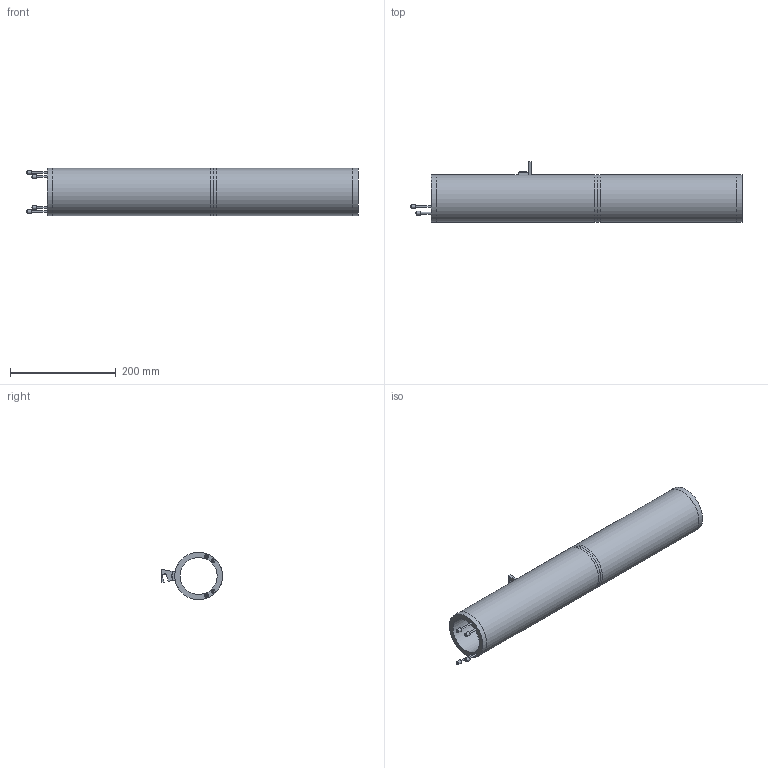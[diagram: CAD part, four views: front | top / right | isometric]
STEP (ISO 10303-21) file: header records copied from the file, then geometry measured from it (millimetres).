
FILE_DESCRIPTION(/* description */ (''),/* implementation_level */ '2;1');
FILE_NAME(/* name */ 'mri_rftransmitcoil_ext.stp',/* time_stamp */ '2022-12-10T13:42:04+01:00',/* author */ ('Rik Ubaghs'),/* organization */ (''),/* preprocessor_version */ 'ST-DEVELOPER v18.1',/* originating_system */ 'Autodesk Inventor 2021',/* authorisation */ '');
FILE_SCHEMA (('AUTOMOTIVE_DESIGN { 1 0 10303 214 3 1 1 }'));
Length unit declared in the file: millimetre
Products named in the file (1): Peripherals_RFTransmitCoil_ext
Bounding box: 627 x 115 x 90 mm (x, y, z)
Volume: 1480610.1 mm3; surface area: 303629.9 mm2
Topology: 1 solids, 1 shells, 69 faces, 174 edges, 124 vertices
Faces by surface type: plane 36, cylinder 25, sphere 4, torus 4
Full cylindrical faces by diameter (mm): 3 x8, 5 x2, 7 x4, 70 x1, 89.8 x1, 89.9 x4, 90 x2
Entity records: 2523 total; most frequent: CARTESIAN_POINT 604, DIRECTION 400, ORIENTED_EDGE 340, EDGE_CURVE 170, AXIS2_PLACEMENT_3D 168, VERTEX_POINT 124, CIRCLE 98, EDGE_LOOP 92
